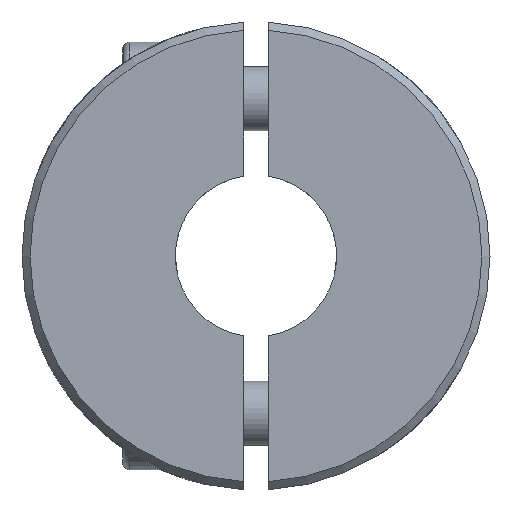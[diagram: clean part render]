
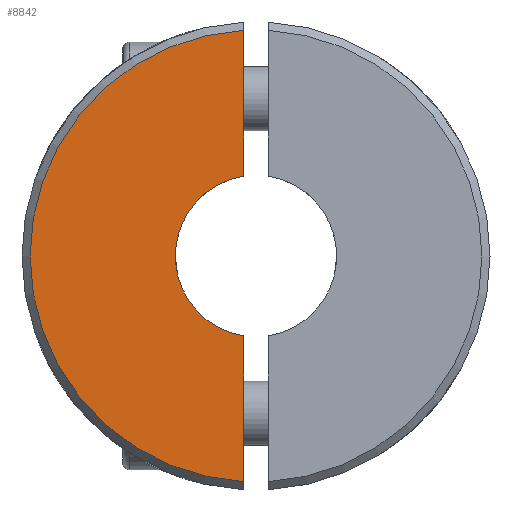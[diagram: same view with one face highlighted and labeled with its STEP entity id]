
A CAD part, left-side view. The second image highlights one B-rep face of the part: STEP entity #8842.
In plain terms, the highlighted planar face has unit normal (-1, 0, 0).
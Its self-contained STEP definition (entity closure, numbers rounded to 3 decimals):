
#532 = CARTESIAN_POINT ( 'NONE',  ( -22.5, 5., 0. ) ) ;
#622 = DIRECTION ( 'NONE',  ( 0., 0., -1. ) ) ;
#1104 = DIRECTION ( 'NONE',  ( 0., 0., 1. ) ) ;
#1130 = CARTESIAN_POINT ( 'NONE',  ( -22.5, 0.75, 13.98 ) ) ;
#2026 = CARTESIAN_POINT ( 'NONE',  ( -22.5, 0., 0. ) ) ;
#2102 = VECTOR ( 'NONE', #1104, 1000. ) ;
#2554 = CARTESIAN_POINT ( 'NONE',  ( -22.5, 0.75, -4.943 ) ) ;
#2670 = LINE ( 'NONE', #2797, #4273 ) ;
#2797 = CARTESIAN_POINT ( 'NONE',  ( -22.5, 0.75, -14.5 ) ) ;
#2943 = AXIS2_PLACEMENT_3D ( 'NONE', #532, #4555, #8851 ) ;
#3017 = ORIENTED_EDGE ( 'NONE', *, *, #10193, .T. ) ;
#3111 = DIRECTION ( 'NONE',  ( 0., 0., 1. ) ) ;
#3134 = LINE ( 'NONE', #4359, #2102 ) ;
#3445 = CIRCLE ( 'NONE', #4750, 14. ) ;
#4273 = VECTOR ( 'NONE', #9037, 1000. ) ;
#4359 = CARTESIAN_POINT ( 'NONE',  ( -22.5, 0.75, -9.75 ) ) ;
#4555 = DIRECTION ( 'NONE',  ( 1., 0., 0. ) ) ;
#4750 = AXIS2_PLACEMENT_3D ( 'NONE', #5696, #13376, #622 ) ;
#4845 = ORIENTED_EDGE ( 'NONE', *, *, #6777, .F. ) ;
#5123 = VERTEX_POINT ( 'NONE', #2554 ) ;
#5273 = VERTEX_POINT ( 'NONE', #6070 ) ;
#5541 = CIRCLE ( 'NONE', #11385, 5. ) ;
#5696 = CARTESIAN_POINT ( 'NONE',  ( -22.5, 0., 0. ) ) ;
#5712 = CARTESIAN_POINT ( 'NONE',  ( -22.5, 0.75, -13.98 ) ) ;
#6070 = CARTESIAN_POINT ( 'NONE',  ( -22.5, 0.75, 4.943 ) ) ;
#6553 = EDGE_LOOP ( 'NONE', ( #3017, #10294, #7773, #4845 ) ) ;
#6777 = EDGE_CURVE ( 'NONE', #5273, #5123, #5541, .T. ) ;
#7773 = ORIENTED_EDGE ( 'NONE', *, *, #11908, .T. ) ;
#8431 = DIRECTION ( 'NONE',  ( -1., 0., 0. ) ) ;
#8842 = ADVANCED_FACE ( 'NONE', ( #12064 ), #12958, .F. ) ;
#8851 = DIRECTION ( 'NONE',  ( 0., 0., -1. ) ) ;
#9037 = DIRECTION ( 'NONE',  ( 0., 0., 1. ) ) ;
#9350 = VERTEX_POINT ( 'NONE', #1130 ) ;
#10193 = EDGE_CURVE ( 'NONE', #5273, #9350, #3134, .T. ) ;
#10294 = ORIENTED_EDGE ( 'NONE', *, *, #12998, .T. ) ;
#11385 = AXIS2_PLACEMENT_3D ( 'NONE', #2026, #8431, #3111 ) ;
#11908 = EDGE_CURVE ( 'NONE', #12608, #5123, #2670, .T. ) ;
#12064 = FACE_OUTER_BOUND ( 'NONE', #6553, .T. ) ;
#12608 = VERTEX_POINT ( 'NONE', #5712 ) ;
#12958 = PLANE ( 'NONE',  #2943 ) ;
#12998 = EDGE_CURVE ( 'NONE', #9350, #12608, #3445, .T. ) ;
#13376 = DIRECTION ( 'NONE',  ( -1., 0., 0. ) ) ;
